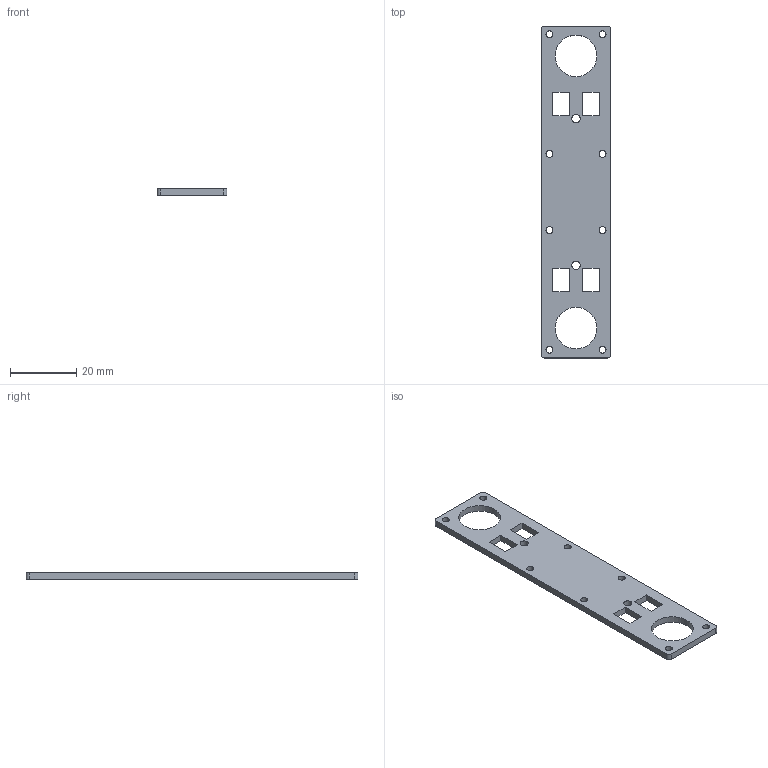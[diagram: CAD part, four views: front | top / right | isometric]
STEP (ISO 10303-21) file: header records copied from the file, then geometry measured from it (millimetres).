
FILE_DESCRIPTION(/* description */ (''),/* implementation_level */ '2;1');
FILE_NAME(/* name */ '',/* time_stamp */ '2025-07-11T19:11:04+09:00',/* author */ (''),/* organization */ (''),/* preprocessor_version */ 'ST-DEVELOPER v20',/* originating_system */ 'Autodesk Translation Framework v13.14.0.145',/* authorisation */ '');
FILE_SCHEMA (('AUTOMOTIVE_DESIGN { 1 0 10303 214 3 1 1 }'));
Length unit declared in the file: millimetre
Products named in the file (2): 1.1 リンク; Component2
Assembly tree (1 placements, depth 2):
  1.1 リンク
    Component2
Bounding box: 21 x 100 x 2 mm (x, y, z)
Volume: 3349 mm3; surface area: 4315.8 mm2
Topology: 1 solids, 1 shells, 38 faces, 108 edges, 72 vertices
Faces by surface type: plane 22, cylinder 16
Full cylindrical faces by diameter (mm): 2.1 x8, 2.461 x2, 12.55 x2
Entity records: 1361 total; most frequent: DIRECTION 222, CARTESIAN_POINT 221, ORIENTED_EDGE 216, EDGE_CURVE 108, LINE 76, VECTOR 76, AXIS2_PLACEMENT_3D 73, VERTEX_POINT 72
